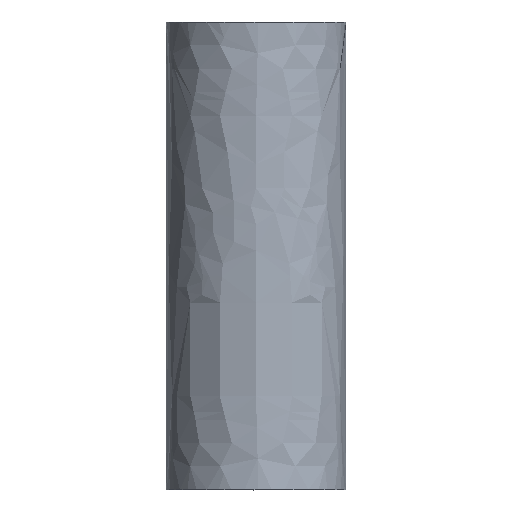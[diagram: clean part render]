
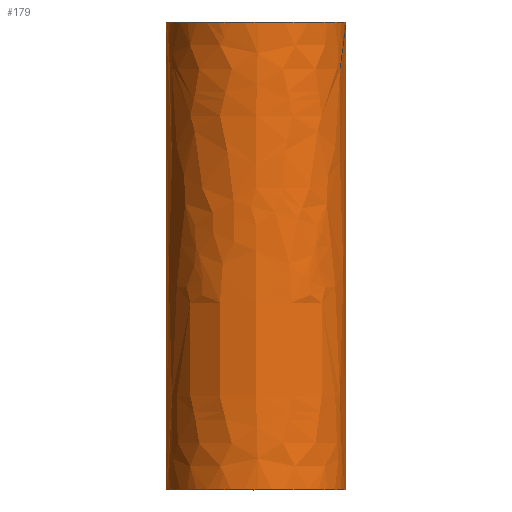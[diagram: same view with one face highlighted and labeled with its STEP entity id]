
A CAD part, top view. The second image highlights one B-rep face of the part: STEP entity #179.
In plain terms, the highlighted free-form (B-spline) face has degree [5, 4] with [6, 5] control points.
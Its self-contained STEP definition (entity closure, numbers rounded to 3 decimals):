
#84=CARTESIAN_POINT('Control Point',(-1578.779,-181.,268.)) ;
#85=CARTESIAN_POINT('Control Point',(-1578.779,-188.8,268.)) ;
#86=CARTESIAN_POINT('Control Point',(-1578.779,-196.6,268.)) ;
#87=CARTESIAN_POINT('Control Point',(-1578.779,-204.4,268.)) ;
#88=CARTESIAN_POINT('Control Point',(-1578.779,-212.2,268.)) ;
#89=CARTESIAN_POINT('Control Point',(-1578.779,-220.,268.)) ;
#90=CARTESIAN_POINT('Vertex',(-1578.779,-181.,268.)) ;
#92=CARTESIAN_POINT('Vertex',(-1578.779,-220.,268.)) ;
#101=CARTESIAN_POINT('Vertex',(-1563.779,-181.,268.)) ;
#105=CARTESIAN_POINT('Control Point',(-1563.779,-181.,268.)) ;
#106=CARTESIAN_POINT('Control Point',(-1563.779,-188.8,268.)) ;
#107=CARTESIAN_POINT('Control Point',(-1563.779,-196.6,268.)) ;
#108=CARTESIAN_POINT('Control Point',(-1563.779,-204.4,268.)) ;
#109=CARTESIAN_POINT('Control Point',(-1563.779,-212.2,268.)) ;
#110=CARTESIAN_POINT('Control Point',(-1563.779,-220.,268.)) ;
#111=CARTESIAN_POINT('Vertex',(-1563.779,-220.,268.)) ;
#129=CARTESIAN_POINT('Control Point',(-1563.779,-181.,268.)) ;
#130=CARTESIAN_POINT('Control Point',(-1563.779,-181.,275.5)) ;
#131=CARTESIAN_POINT('Control Point',(-1571.279,-181.,279.25)) ;
#132=CARTESIAN_POINT('Control Point',(-1578.779,-181.,275.5)) ;
#133=CARTESIAN_POINT('Control Point',(-1578.779,-181.,268.)) ;
#134=CARTESIAN_POINT('Control Point',(-1563.779,-188.8,268.)) ;
#135=CARTESIAN_POINT('Control Point',(-1563.779,-188.8,275.5)) ;
#136=CARTESIAN_POINT('Control Point',(-1571.279,-188.8,279.25)) ;
#137=CARTESIAN_POINT('Control Point',(-1578.779,-188.8,275.5)) ;
#138=CARTESIAN_POINT('Control Point',(-1578.779,-188.8,268.)) ;
#139=CARTESIAN_POINT('Control Point',(-1563.779,-196.6,268.)) ;
#140=CARTESIAN_POINT('Control Point',(-1563.779,-196.6,275.5)) ;
#141=CARTESIAN_POINT('Control Point',(-1571.279,-196.6,279.25)) ;
#142=CARTESIAN_POINT('Control Point',(-1578.779,-196.6,275.5)) ;
#143=CARTESIAN_POINT('Control Point',(-1578.779,-196.6,268.)) ;
#144=CARTESIAN_POINT('Control Point',(-1563.779,-204.4,268.)) ;
#145=CARTESIAN_POINT('Control Point',(-1563.779,-204.4,275.5)) ;
#146=CARTESIAN_POINT('Control Point',(-1571.279,-204.4,279.25)) ;
#147=CARTESIAN_POINT('Control Point',(-1578.779,-204.4,275.5)) ;
#148=CARTESIAN_POINT('Control Point',(-1578.779,-204.4,268.)) ;
#149=CARTESIAN_POINT('Control Point',(-1563.779,-212.2,268.)) ;
#150=CARTESIAN_POINT('Control Point',(-1563.779,-212.2,275.5)) ;
#151=CARTESIAN_POINT('Control Point',(-1571.279,-212.2,279.25)) ;
#152=CARTESIAN_POINT('Control Point',(-1578.779,-212.2,275.5)) ;
#153=CARTESIAN_POINT('Control Point',(-1578.779,-212.2,268.)) ;
#154=CARTESIAN_POINT('Control Point',(-1563.779,-220.,268.)) ;
#155=CARTESIAN_POINT('Control Point',(-1563.779,-220.,275.5)) ;
#156=CARTESIAN_POINT('Control Point',(-1571.279,-220.,279.25)) ;
#157=CARTESIAN_POINT('Control Point',(-1578.779,-220.,275.5)) ;
#158=CARTESIAN_POINT('Control Point',(-1578.779,-220.,268.)) ;
#160=CARTESIAN_POINT('Control Point',(-1563.779,-181.,268.)) ;
#161=CARTESIAN_POINT('Control Point',(-1563.779,-181.,275.5)) ;
#162=CARTESIAN_POINT('Control Point',(-1571.279,-181.,279.25)) ;
#163=CARTESIAN_POINT('Control Point',(-1578.779,-181.,275.5)) ;
#164=CARTESIAN_POINT('Control Point',(-1578.779,-181.,268.)) ;
#167=CARTESIAN_POINT('Control Point',(-1563.779,-220.,268.)) ;
#168=CARTESIAN_POINT('Control Point',(-1563.779,-220.,275.5)) ;
#169=CARTESIAN_POINT('Control Point',(-1571.279,-220.,279.25)) ;
#170=CARTESIAN_POINT('Control Point',(-1578.779,-220.,275.5)) ;
#171=CARTESIAN_POINT('Control Point',(-1578.779,-220.,268.)) ;
#174=ORIENTED_EDGE('',*,*,#113,.F.) ;
#175=ORIENTED_EDGE('',*,*,#165,.T.) ;
#176=ORIENTED_EDGE('',*,*,#94,.T.) ;
#177=ORIENTED_EDGE('',*,*,#172,.F.) ;
#179=ADVANCED_FACE('Corps principal',(#178),#128,.F.) ;
#94=EDGE_CURVE('',#91,#93,#83,.T.) ;
#113=EDGE_CURVE('',#102,#112,#104,.T.) ;
#165=EDGE_CURVE('',#102,#91,#159,.T.) ;
#172=EDGE_CURVE('',#112,#93,#166,.T.) ;
#173=EDGE_LOOP('',(#174,#175,#176,#177)) ;
#178=FACE_OUTER_BOUND('',#173,.T.) ;
#91=VERTEX_POINT('',#90) ;
#93=VERTEX_POINT('',#92) ;
#102=VERTEX_POINT('',#101) ;
#112=VERTEX_POINT('',#111) ;
#83=(BOUNDED_CURVE()B_SPLINE_CURVE(5,(#84,#85,#86,#87,#88,#89),.UNSPECIFIED.,.F.,.U.)B_SPLINE_CURVE_WITH_KNOTS((6,6),(0.,39.),.UNSPECIFIED.)CURVE()GEOMETRIC_REPRESENTATION_ITEM()RATIONAL_B_SPLINE_CURVE((1.,1.,1.,1.,1.,1.))REPRESENTATION_ITEM('')) ;
#104=(BOUNDED_CURVE()B_SPLINE_CURVE(5,(#105,#106,#107,#108,#109,#110),.UNSPECIFIED.,.F.,.U.)B_SPLINE_CURVE_WITH_KNOTS((6,6),(0.,39.),.UNSPECIFIED.)CURVE()GEOMETRIC_REPRESENTATION_ITEM()RATIONAL_B_SPLINE_CURVE((1.,1.,1.,1.,1.,1.))REPRESENTATION_ITEM('')) ;
#159=(BOUNDED_CURVE()B_SPLINE_CURVE(4,(#160,#161,#162,#163,#164),.UNSPECIFIED.,.F.,.U.)B_SPLINE_CURVE_WITH_KNOTS((5,5),(23.562,47.124),.UNSPECIFIED.)CURVE()GEOMETRIC_REPRESENTATION_ITEM()RATIONAL_B_SPLINE_CURVE((1.,0.707,0.667,0.707,1.))REPRESENTATION_ITEM('')) ;
#166=(BOUNDED_CURVE()B_SPLINE_CURVE(4,(#167,#168,#169,#170,#171),.UNSPECIFIED.,.F.,.U.)B_SPLINE_CURVE_WITH_KNOTS((5,5),(23.562,47.124),.UNSPECIFIED.)CURVE()GEOMETRIC_REPRESENTATION_ITEM()RATIONAL_B_SPLINE_CURVE((1.,0.707,0.667,0.707,1.))REPRESENTATION_ITEM('')) ;
#128=(BOUNDED_SURFACE()B_SPLINE_SURFACE(5,4,((#129,#130,#131,#132,#133),(#134,#135,#136,#137,#138),(#139,#140,#141,#142,#143),(#144,#145,#146,#147,#148),(#149,#150,#151,#152,#153),(#154,#155,#156,#157,#158)),.UNSPECIFIED.,.F.,.F.,.U.)B_SPLINE_SURFACE_WITH_KNOTS((6,6),(5,5),(0.,39.),(23.562,47.124),.UNSPECIFIED.)GEOMETRIC_REPRESENTATION_ITEM()RATIONAL_B_SPLINE_SURFACE(((1.,0.707,0.667,0.707,1.),(1.,0.707,0.667,0.707,1.),(1.,0.707,0.667,0.707,1.),(1.,0.707,0.667,0.707,1.),(1.,0.707,0.667,0.707,1.),(1.,0.707,0.667,0.707,1.)))REPRESENTATION_ITEM('Rational BSpline Surface')SURFACE()) ;
